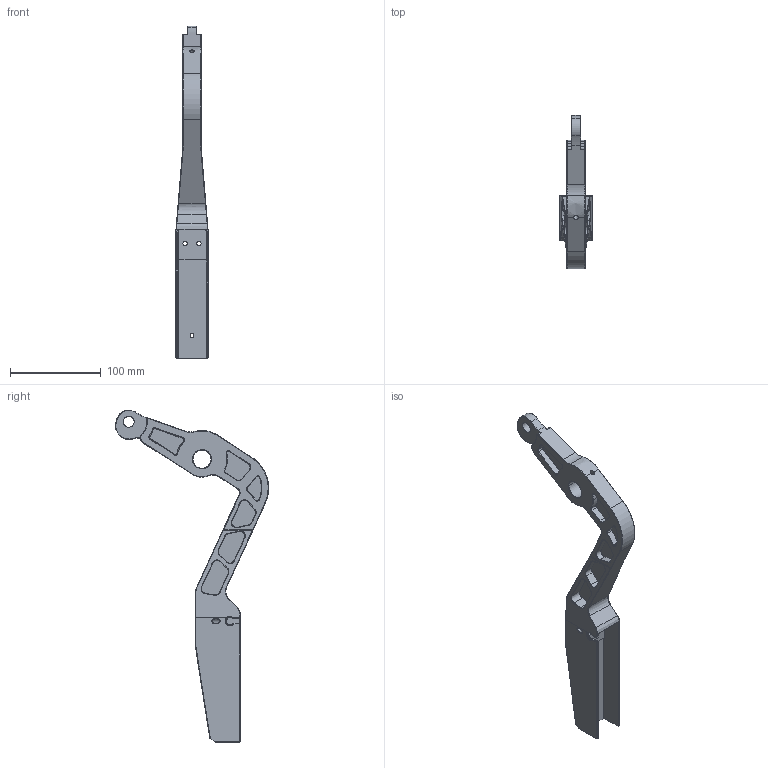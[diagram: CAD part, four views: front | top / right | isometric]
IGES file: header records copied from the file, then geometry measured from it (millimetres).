
Start section: SolidWorks IGES file using analytic representation for surfaces
Global section: file name: TV00-Rev3.IGS; native system: SolidWorks 2016; preprocessor: SolidWorks 2016; author: MobSim; date: 180327.095625; units: millimetre
Bounding box: 36 x 168.63 x 365.18 mm (x, y, z)
Surface area: 78707.4 mm2 (no closed solid volume)
Topology: 0 solids, 0 shells, 656 faces, 5570 edges, 5559 vertices
Faces by surface type: revolution 338, bspline 318
